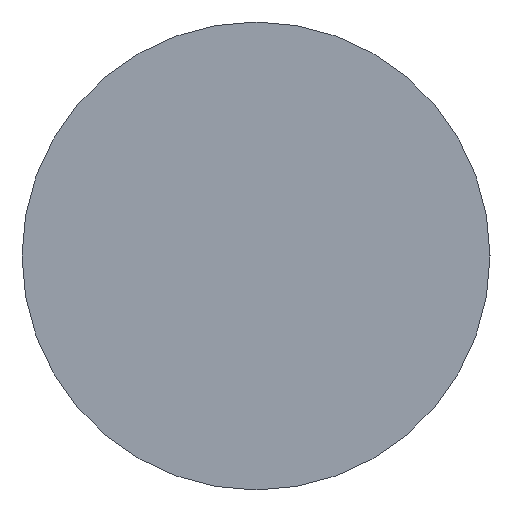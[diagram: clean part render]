
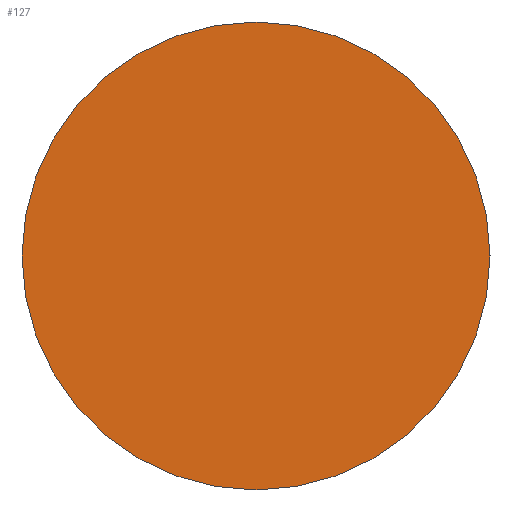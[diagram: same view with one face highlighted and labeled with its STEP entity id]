
A CAD part, left-side view. The second image highlights one B-rep face of the part: STEP entity #127.
In plain terms, the highlighted planar face has unit normal (-1, 0, 0).
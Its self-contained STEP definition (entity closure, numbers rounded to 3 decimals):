
#1 = FACE_OUTER_BOUND ( 'NONE', #64, .T. ) ;
#9 = ORIENTED_EDGE ( 'NONE', *, *, #111, .F. ) ;
#32 = DIRECTION ( 'NONE',  ( 1., 0., 0. ) ) ;
#34 = CARTESIAN_POINT ( 'NONE',  ( -30., 0., -10. ) ) ;
#44 = CARTESIAN_POINT ( 'NONE',  ( -30., 0., 10. ) ) ;
#50 = VERTEX_POINT ( 'NONE', #44 ) ;
#55 = CIRCLE ( 'NONE', #71, 10. ) ;
#59 = DIRECTION ( 'NONE',  ( 0., 0., -1. ) ) ;
#64 = EDGE_LOOP ( 'NONE', ( #90, #9 ) ) ;
#71 = AXIS2_PLACEMENT_3D ( 'NONE', #115, #80, #164 ) ;
#76 = CARTESIAN_POINT ( 'NONE',  ( -30., 0., 0. ) ) ;
#80 = DIRECTION ( 'NONE',  ( 1., 0., 0. ) ) ;
#87 = EDGE_CURVE ( 'NONE', #50, #106, #93, .T. ) ;
#90 = ORIENTED_EDGE ( 'NONE', *, *, #87, .F. ) ;
#93 = CIRCLE ( 'NONE', #113, 10. ) ;
#106 = VERTEX_POINT ( 'NONE', #34 ) ;
#111 = EDGE_CURVE ( 'NONE', #106, #50, #55, .T. ) ;
#113 = AXIS2_PLACEMENT_3D ( 'NONE', #76, #32, #59 ) ;
#114 = PLANE ( 'NONE',  #172 ) ;
#115 = CARTESIAN_POINT ( 'NONE',  ( -30., 0., 0. ) ) ;
#127 = ADVANCED_FACE ( 'NONE', ( #1 ), #114, .F. ) ;
#131 = CARTESIAN_POINT ( 'NONE',  ( -30., 0., 0. ) ) ;
#151 = DIRECTION ( 'NONE',  ( 0., 0., -1. ) ) ;
#161 = DIRECTION ( 'NONE',  ( 1., 0., 0. ) ) ;
#164 = DIRECTION ( 'NONE',  ( 0., 0., -1. ) ) ;
#172 = AXIS2_PLACEMENT_3D ( 'NONE', #131, #161, #151 ) ;
